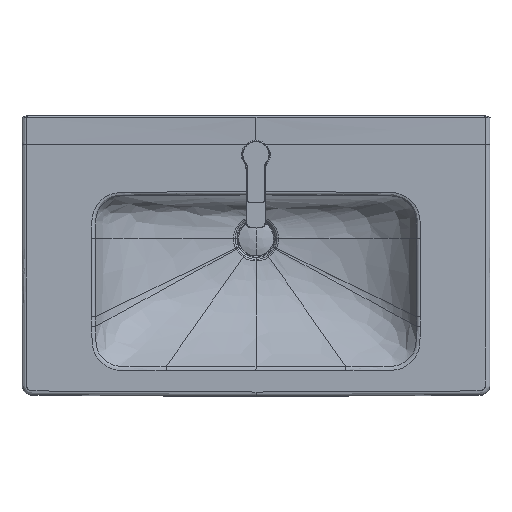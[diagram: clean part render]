
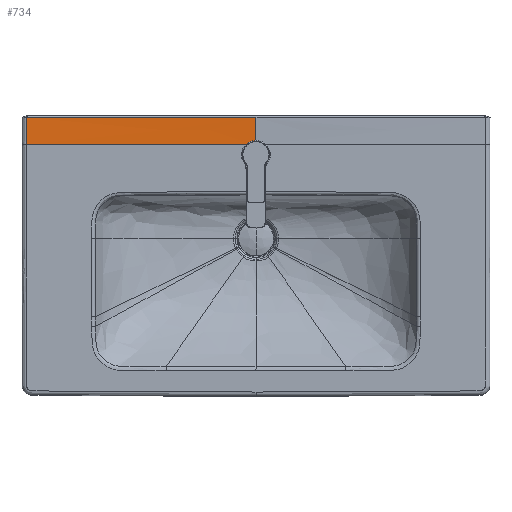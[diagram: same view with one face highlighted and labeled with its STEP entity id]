
A CAD part, top view. The second image highlights one B-rep face of the part: STEP entity #734.
In plain terms, the highlighted free-form (B-spline) face has degree [5, 5] with [9, 6] control points.
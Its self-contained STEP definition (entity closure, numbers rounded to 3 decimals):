
#197=B_SPLINE_SURFACE_WITH_KNOTS('',5,5,((#107571,#107572,#107573,#107574,
#107575,#107576),(#107577,#107578,#107579,#107580,#107581,#107582),(#107583,
#107584,#107585,#107586,#107587,#107588),(#107589,#107590,#107591,#107592,
#107593,#107594),(#107595,#107596,#107597,#107598,#107599,#107600),(#107601,
#107602,#107603,#107604,#107605,#107606),(#107607,#107608,#107609,#107610,
#107611,#107612),(#107613,#107614,#107615,#107616,#107617,#107618),(#107619,
#107620,#107621,#107622,#107623,#107624)),.UNSPECIFIED.,.F.,.F.,.F.,(6,
3,6),(6,6),(800.501,825.5,850.499),(0.,400.237),
 .UNSPECIFIED.);
#734=ADVANCED_FACE('',(#1210),#197,.T.);
#1210=FACE_OUTER_BOUND('',#1715,.T.);
#1715=EDGE_LOOP('',(#3797,#3798,#3799,#3800,#3801));
#3797=ORIENTED_EDGE('',*,*,#5023,.F.);
#3798=ORIENTED_EDGE('',*,*,#4394,.T.);
#3799=ORIENTED_EDGE('',*,*,#5024,.T.);
#3800=ORIENTED_EDGE('',*,*,#5025,.F.);
#3801=ORIENTED_EDGE('',*,*,#5022,.F.);
#4394=EDGE_CURVE('',#6512,#6516,#5631,.T.);
#5022=EDGE_CURVE('',#6885,#6886,#6156,.T.);
#5023=EDGE_CURVE('',#6512,#6885,#6157,.T.);
#5024=EDGE_CURVE('',#6516,#6613,#6158,.T.);
#5025=EDGE_CURVE('',#6886,#6613,#6159,.T.);
#5631=B_SPLINE_CURVE_WITH_KNOTS('',1,(#112645,#112646),.UNSPECIFIED.,.F.,
 .F.,(2,2),(-388.466,0.),.UNSPECIFIED.);
#6156=B_SPLINE_CURVE_WITH_KNOTS('',3,(#120513,#120514,#120515,#120516),
 .UNSPECIFIED.,.F.,.F.,(4,4),(-1347.839,-792.521),
 .UNSPECIFIED.);
#6157=B_SPLINE_CURVE_WITH_KNOTS('',3,(#120517,#120518,#120519,#120520),
 .UNSPECIFIED.,.F.,.F.,(4,4),(-140.712,-74.668),
 .UNSPECIFIED.);
#6158=B_SPLINE_CURVE_WITH_KNOTS('',3,(#120521,#120522,#120523,#120524),
 .UNSPECIFIED.,.F.,.F.,(4,4),(-5.93,0.),.UNSPECIFIED.);
#6159=B_SPLINE_CURVE_WITH_KNOTS('',5,(#120525,#120526,#120527,#120528,#120529,
#120530,#120531,#120532,#120533),.UNSPECIFIED.,.F.,.F.,(6,3,6),(4.314,
35.391,69.995),.UNSPECIFIED.);
#6512=VERTEX_POINT('',#111203);
#6516=VERTEX_POINT('',#111207);
#6613=VERTEX_POINT('',#111304);
#6885=VERTEX_POINT('',#111576);
#6886=VERTEX_POINT('',#111577);
#107571=CARTESIAN_POINT('',(-401.569,240.095,82.665));
#107572=CARTESIAN_POINT('',(-321.521,240.096,83.265));
#107573=CARTESIAN_POINT('',(-241.472,240.097,83.715));
#107574=CARTESIAN_POINT('',(-161.417,240.097,84.015));
#107575=CARTESIAN_POINT('',(-81.37,240.098,84.165));
#107576=CARTESIAN_POINT('',(-1.319,240.098,84.165));
#107577=CARTESIAN_POINT('',(-401.569,235.094,82.665));
#107578=CARTESIAN_POINT('',(-321.52,235.094,83.145));
#107579=CARTESIAN_POINT('',(-241.47,235.097,83.505));
#107580=CARTESIAN_POINT('',(-161.416,235.099,83.745));
#107581=CARTESIAN_POINT('',(-81.37,235.1,83.865));
#107582=CARTESIAN_POINT('',(-1.319,235.1,83.865));
#107583=CARTESIAN_POINT('',(-401.56,230.098,82.665));
#107584=CARTESIAN_POINT('',(-321.514,230.096,83.04));
#107585=CARTESIAN_POINT('',(-241.466,230.098,83.321));
#107586=CARTESIAN_POINT('',(-161.413,230.1,83.509));
#107587=CARTESIAN_POINT('',(-81.369,230.102,83.602));
#107588=CARTESIAN_POINT('',(-1.319,230.102,83.602));
#107589=CARTESIAN_POINT('',(-401.562,225.095,82.665));
#107590=CARTESIAN_POINT('',(-321.514,225.094,82.95));
#107591=CARTESIAN_POINT('',(-241.466,225.097,83.164));
#107592=CARTESIAN_POINT('',(-161.413,225.101,83.306));
#107593=CARTESIAN_POINT('',(-81.368,225.103,83.377));
#107594=CARTESIAN_POINT('',(-1.319,225.103,83.377));
#107595=CARTESIAN_POINT('',(-401.555,215.097,82.665));
#107596=CARTESIAN_POINT('',(-321.508,215.095,82.8));
#107597=CARTESIAN_POINT('',(-241.461,215.098,82.901));
#107598=CARTESIAN_POINT('',(-161.41,215.102,82.969));
#107599=CARTESIAN_POINT('',(-81.367,215.104,83.002));
#107600=CARTESIAN_POINT('',(-1.319,215.104,83.002));
#107601=CARTESIAN_POINT('',(-401.551,205.096,82.665));
#107602=CARTESIAN_POINT('',(-321.505,205.095,82.71));
#107603=CARTESIAN_POINT('',(-241.458,205.098,82.744));
#107604=CARTESIAN_POINT('',(-161.407,205.101,82.766));
#107605=CARTESIAN_POINT('',(-81.365,205.103,82.777));
#107606=CARTESIAN_POINT('',(-1.319,205.103,82.777));
#107607=CARTESIAN_POINT('',(-401.548,200.097,82.665));
#107608=CARTESIAN_POINT('',(-321.502,200.096,82.68));
#107609=CARTESIAN_POINT('',(-241.456,200.098,82.691));
#107610=CARTESIAN_POINT('',(-161.406,200.1,82.699));
#107611=CARTESIAN_POINT('',(-81.365,200.102,82.702));
#107612=CARTESIAN_POINT('',(-1.319,200.102,82.702));
#107613=CARTESIAN_POINT('',(-401.545,195.097,82.665));
#107614=CARTESIAN_POINT('',(-321.499,195.097,82.665));
#107615=CARTESIAN_POINT('',(-241.454,195.098,82.665));
#107616=CARTESIAN_POINT('',(-161.405,195.099,82.665));
#107617=CARTESIAN_POINT('',(-81.364,195.1,82.665));
#107618=CARTESIAN_POINT('',(-1.319,195.1,82.665));
#107619=CARTESIAN_POINT('',(-401.542,190.098,82.665));
#107620=CARTESIAN_POINT('',(-321.497,190.098,82.665));
#107621=CARTESIAN_POINT('',(-241.452,190.098,82.665));
#107622=CARTESIAN_POINT('',(-161.404,190.098,82.665));
#107623=CARTESIAN_POINT('',(-81.364,190.098,82.665));
#107624=CARTESIAN_POINT('',(-1.319,190.098,82.665));
#111203=CARTESIAN_POINT('',(-393.939,190.098,82.665));
#111207=CARTESIAN_POINT('',(-5.473,190.098,82.665));
#111304=CARTESIAN_POINT('',(-1.319,190.598,82.665));
#111576=CARTESIAN_POINT('',(-394.013,237.098,82.715));
#111577=CARTESIAN_POINT('',(-1.319,237.102,83.991));
#112645=CARTESIAN_POINT('',(-393.939,190.098,82.665));
#112646=CARTESIAN_POINT('',(-5.473,190.098,82.665));
#120513=CARTESIAN_POINT('',(-394.013,237.098,82.715));
#120514=CARTESIAN_POINT('',(-263.118,237.099,83.565));
#120515=CARTESIAN_POINT('',(-132.218,237.102,83.991));
#120516=CARTESIAN_POINT('',(-1.319,237.102,83.991));
#120517=CARTESIAN_POINT('',(-393.939,190.098,82.665));
#120518=CARTESIAN_POINT('',(-393.947,205.764,82.665));
#120519=CARTESIAN_POINT('',(-393.972,221.431,82.682));
#120520=CARTESIAN_POINT('',(-394.013,237.098,82.715));
#120521=CARTESIAN_POINT('',(-5.473,190.098,82.665));
#120522=CARTESIAN_POINT('',(-4.099,190.433,82.665));
#120523=CARTESIAN_POINT('',(-2.734,190.598,82.665));
#120524=CARTESIAN_POINT('',(-1.319,190.598,82.665));
#120525=CARTESIAN_POINT('',(-1.319,237.102,83.991));
#120526=CARTESIAN_POINT('',(-1.319,232.703,83.742));
#120527=CARTESIAN_POINT('',(-1.319,228.304,83.523));
#120528=CARTESIAN_POINT('',(-1.319,223.904,83.333));
#120529=CARTESIAN_POINT('',(-1.319,214.604,82.993));
#120530=CARTESIAN_POINT('',(-1.319,205.303,82.782));
#120531=CARTESIAN_POINT('',(-1.319,200.401,82.707));
#120532=CARTESIAN_POINT('',(-1.319,195.5,82.668));
#120533=CARTESIAN_POINT('',(-1.319,190.598,82.665));
